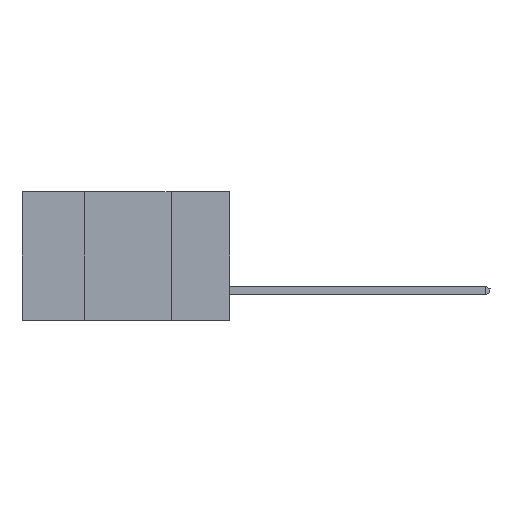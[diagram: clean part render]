
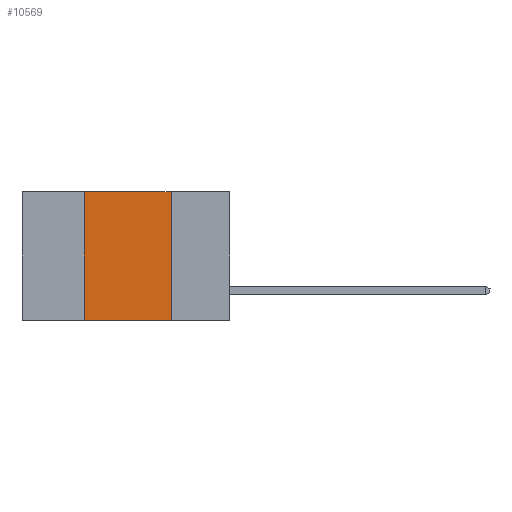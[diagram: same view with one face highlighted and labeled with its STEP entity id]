
A CAD part, left-side view. The second image highlights one B-rep face of the part: STEP entity #10569.
In plain terms, the highlighted planar face has unit normal (-1, 0, 0).
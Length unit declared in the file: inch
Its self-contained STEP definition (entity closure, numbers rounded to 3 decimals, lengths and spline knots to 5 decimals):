
#433 = CARTESIAN_POINT ( 'NONE',  ( 0., 0.42, 0. ) ) ;
#846 = DIRECTION ( 'NONE',  ( 0., 0., -1. ) ) ;
#1396 = FACE_OUTER_BOUND ( 'NONE', #1729, .T. ) ;
#1683 = DIRECTION ( 'NONE',  ( 0., 0., 1. ) ) ;
#1695 = CARTESIAN_POINT ( 'NONE',  ( 0., 0.42, -0.37 ) ) ;
#1729 = EDGE_LOOP ( 'NONE', ( #9084, #3641, #9751, #9752 ) ) ;
#2149 = DIRECTION ( 'NONE',  ( 0., 0., -1. ) ) ;
#2204 = CARTESIAN_POINT ( 'NONE',  ( 0., 0.6, 0. ) ) ;
#2723 = LINE ( 'NONE', #5492, #8939 ) ;
#2992 = VECTOR ( 'NONE', #1683, 39.37008 ) ;
#3228 = PLANE ( 'NONE',  #9356 ) ;
#3589 = VERTEX_POINT ( 'NONE', #433 ) ;
#3641 = ORIENTED_EDGE ( 'NONE', *, *, #12254, .F. ) ;
#4060 = VERTEX_POINT ( 'NONE', #10853 ) ;
#4704 = CARTESIAN_POINT ( 'NONE',  ( 0., 0.17, -0.37 ) ) ;
#5159 = DIRECTION ( 'NONE',  ( 0., -1., 0. ) ) ;
#5492 = CARTESIAN_POINT ( 'NONE',  ( 0., 0.17, -0.37 ) ) ;
#6922 = CARTESIAN_POINT ( 'NONE',  ( 0., 0.6, 0. ) ) ;
#7117 = DIRECTION ( 'NONE',  ( 0., -1., 0. ) ) ;
#7679 = EDGE_CURVE ( 'NONE', #9514, #9289, #10729, .T. ) ;
#8265 = CARTESIAN_POINT ( 'NONE',  ( 0., 0.42, -0.37 ) ) ;
#8841 = LINE ( 'NONE', #2204, #10372 ) ;
#8939 = VECTOR ( 'NONE', #846, 39.37008 ) ;
#9084 = ORIENTED_EDGE ( 'NONE', *, *, #10275, .F. ) ;
#9289 = VERTEX_POINT ( 'NONE', #4704 ) ;
#9356 = AXIS2_PLACEMENT_3D ( 'NONE', #6922, #11659, #2149 ) ;
#9514 = VERTEX_POINT ( 'NONE', #1695 ) ;
#9751 = ORIENTED_EDGE ( 'NONE', *, *, #9885, .F. ) ;
#9752 = ORIENTED_EDGE ( 'NONE', *, *, #7679, .T. ) ;
#9885 = EDGE_CURVE ( 'NONE', #9514, #3589, #11250, .T. ) ;
#10275 = EDGE_CURVE ( 'NONE', #4060, #9289, #2723, .T. ) ;
#10372 = VECTOR ( 'NONE', #5159, 39.37008 ) ;
#10569 = ADVANCED_FACE ( 'NONE', ( #1396 ), #3228, .F. ) ;
#10729 = LINE ( 'NONE', #11912, #11050 ) ;
#10853 = CARTESIAN_POINT ( 'NONE',  ( 0., 0.17, 0. ) ) ;
#11050 = VECTOR ( 'NONE', #7117, 39.37008 ) ;
#11250 = LINE ( 'NONE', #8265, #2992 ) ;
#11659 = DIRECTION ( 'NONE',  ( 1., 0., 0. ) ) ;
#11912 = CARTESIAN_POINT ( 'NONE',  ( 0., 0.6, -0.37 ) ) ;
#12254 = EDGE_CURVE ( 'NONE', #3589, #4060, #8841, .T. ) ;
